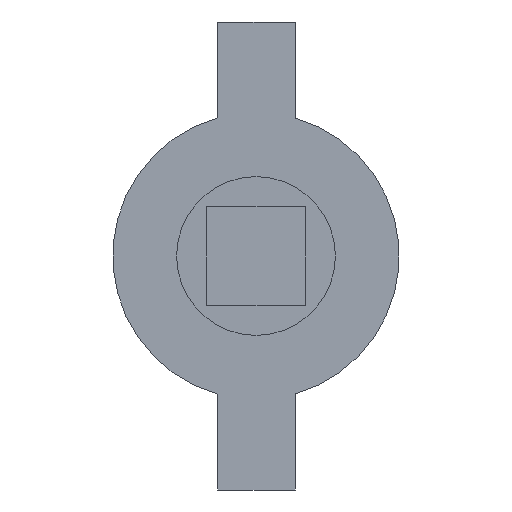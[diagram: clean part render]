
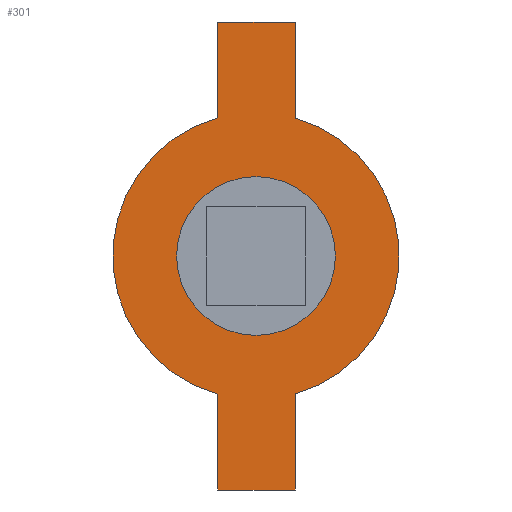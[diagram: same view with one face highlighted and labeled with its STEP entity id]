
A CAD part, front view. The second image highlights one B-rep face of the part: STEP entity #301.
In plain terms, the highlighted planar face has unit normal (0, -1, 0).
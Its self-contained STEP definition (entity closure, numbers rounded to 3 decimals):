
#16=FACE_BOUND('',#61,.T.);
#18=CIRCLE('',#323,3.85);
#19=CIRCLE('',#327,6.95);
#21=CIRCLE('',#333,6.95);
#42=FACE_OUTER_BOUND('',#60,.T.);
#60=EDGE_LOOP('',(#262,#263,#264,#265,#266,#267,#268,#269));
#61=EDGE_LOOP('',(#270));
#75=LINE('',#456,#108);
#80=LINE('',#470,#113);
#83=LINE('',#476,#116);
#86=LINE('',#482,#119);
#90=LINE('',#494,#123);
#93=LINE('',#499,#126);
#108=VECTOR('',#374,10.);
#113=VECTOR('',#387,10.);
#116=VECTOR('',#392,10.);
#119=VECTOR('',#397,10.);
#123=VECTOR('',#409,10.);
#126=VECTOR('',#414,10.);
#137=VERTEX_POINT('',#449);
#138=VERTEX_POINT('',#454);
#139=VERTEX_POINT('',#455);
#142=VERTEX_POINT('',#463);
#144=VERTEX_POINT('',#469);
#146=VERTEX_POINT('',#475);
#148=VERTEX_POINT('',#481);
#150=VERTEX_POINT('',#487);
#152=VERTEX_POINT('',#493);
#168=EDGE_CURVE('',#137,#137,#18,.T.);
#169=EDGE_CURVE('',#138,#139,#75,.T.);
#173=EDGE_CURVE('',#142,#139,#19,.T.);
#176=EDGE_CURVE('',#144,#142,#80,.T.);
#179=EDGE_CURVE('',#144,#146,#83,.T.);
#182=EDGE_CURVE('',#146,#148,#86,.T.);
#185=EDGE_CURVE('',#150,#148,#21,.T.);
#188=EDGE_CURVE('',#152,#150,#90,.T.);
#191=EDGE_CURVE('',#138,#152,#93,.T.);
#262=ORIENTED_EDGE('',*,*,#191,.F.);
#263=ORIENTED_EDGE('',*,*,#169,.T.);
#264=ORIENTED_EDGE('',*,*,#173,.F.);
#265=ORIENTED_EDGE('',*,*,#176,.F.);
#266=ORIENTED_EDGE('',*,*,#179,.T.);
#267=ORIENTED_EDGE('',*,*,#182,.T.);
#268=ORIENTED_EDGE('',*,*,#185,.F.);
#269=ORIENTED_EDGE('',*,*,#188,.F.);
#270=ORIENTED_EDGE('',*,*,#168,.T.);
#284=PLANE('',#338);
#301=ADVANCED_FACE('',(#42,#16),#284,.F.);
#323=AXIS2_PLACEMENT_3D('',#451,#368,#369);
#327=AXIS2_PLACEMENT_3D('',#464,#380,#381);
#333=AXIS2_PLACEMENT_3D('',#488,#402,#403);
#338=AXIS2_PLACEMENT_3D('',#502,#418,#419);
#368=DIRECTION('center_axis',(0.,1.,0.));
#369=DIRECTION('ref_axis',(1.,0.,0.));
#374=DIRECTION('',(0.,0.,1.));
#380=DIRECTION('center_axis',(0.,1.,0.));
#381=DIRECTION('ref_axis',(1.,0.,0.));
#387=DIRECTION('',(0.,0.,-1.));
#392=DIRECTION('',(-1.,0.,0.));
#397=DIRECTION('',(0.,0.,-1.));
#402=DIRECTION('center_axis',(0.,1.,0.));
#403=DIRECTION('ref_axis',(1.,0.,0.));
#409=DIRECTION('',(0.,0.,1.));
#414=DIRECTION('',(-1.,0.,0.));
#418=DIRECTION('center_axis',(0.,1.,0.));
#419=DIRECTION('ref_axis',(1.,0.,0.));
#449=CARTESIAN_POINT('',(-3.85,0.,0.));
#451=CARTESIAN_POINT('Origin',(0.,0.,
0.));
#454=CARTESIAN_POINT('',(1.9,0.,-11.35));
#455=CARTESIAN_POINT('',(1.9,0.,-6.685));
#456=CARTESIAN_POINT('',(1.9,0.,-11.35));
#463=CARTESIAN_POINT('',(1.9,0.,6.685));
#464=CARTESIAN_POINT('Origin',(0.,0.,0.));
#469=CARTESIAN_POINT('',(1.9,0.,11.35));
#470=CARTESIAN_POINT('',(1.9,0.,11.35));
#475=CARTESIAN_POINT('',(-1.85,0.,11.35));
#476=CARTESIAN_POINT('',(0.,0.,11.35));
#481=CARTESIAN_POINT('',(-1.85,0.,6.699));
#482=CARTESIAN_POINT('',(-1.85,0.,11.35));
#487=CARTESIAN_POINT('',(-1.85,0.,-6.699));
#488=CARTESIAN_POINT('Origin',(0.,0.,0.));
#493=CARTESIAN_POINT('',(-1.85,0.,-11.35));
#494=CARTESIAN_POINT('',(-1.85,0.,-11.35));
#499=CARTESIAN_POINT('',(0.,0.,-11.35));
#502=CARTESIAN_POINT('Origin',(0.,0.,0.));
